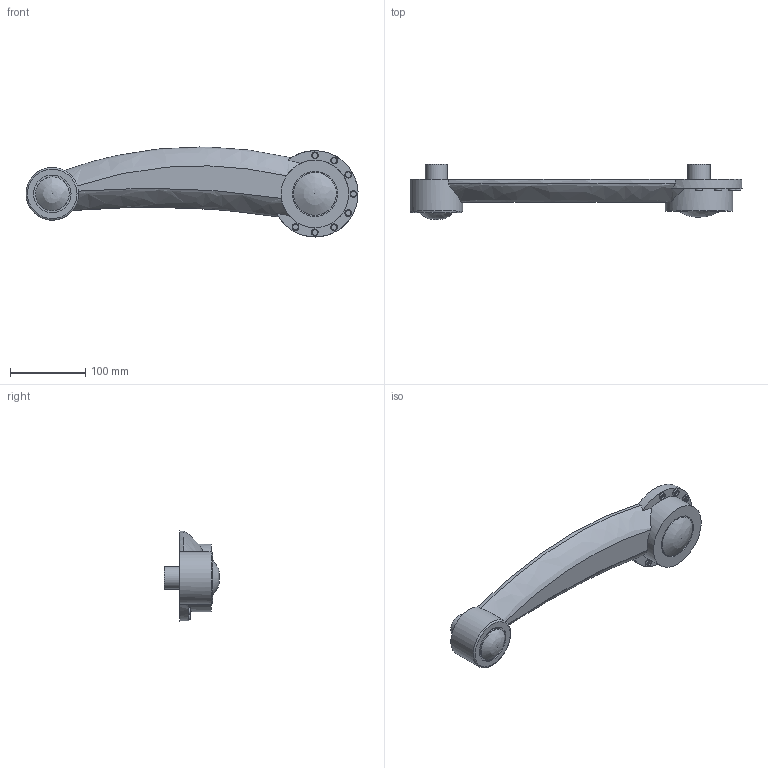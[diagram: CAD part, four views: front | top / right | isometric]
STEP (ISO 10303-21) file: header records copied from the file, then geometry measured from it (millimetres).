
FILE_DESCRIPTION(/* description */ (''),/* implementation_level */ '2;1');
FILE_NAME(/* name */ '3.step',/* time_stamp */ '2025-09-20T15:20:36+05:30',/* author */ (''),/* organization */ (''),/* preprocessor_version */ 'ST-DEVELOPER v20.1',/* originating_system */ 'Autodesk Translation Framework v14.17.0.0',/* authorisation */ '');
FILE_SCHEMA (('AUTOMOTIVE_DESIGN { 1 0 10303 214 3 1 1 }'));
Length unit declared in the file: millimetre
Products named in the file (1): jack3
Bounding box: 442.45 x 73.3 x 119.95 mm (x, y, z)
Volume: 1022686.2 mm3; surface area: 107750.2 mm2
Topology: 2 solids, 2 shells, 59 faces, 105 edges, 70 vertices
Faces by surface type: cylinder 27, plane 27, bspline 4, torus 1
Full cylindrical faces by diameter (mm): 7.5 x8, 9 x8, 30 x2, 45 x1, 50 x1, 57 x1, 60 x1, 70 x1, 90 x1
Entity records: 1743 total; most frequent: CARTESIAN_POINT 530, DIRECTION 266, ORIENTED_EDGE 206, AXIS2_PLACEMENT_3D 119, EDGE_CURVE 103, EDGE_LOOP 81, VERTEX_POINT 70, CIRCLE 63
